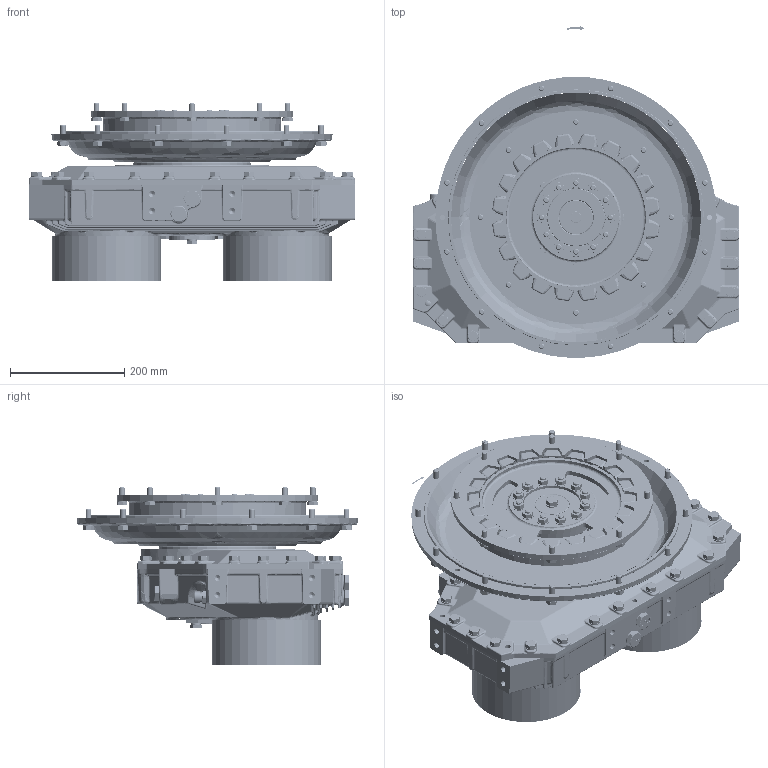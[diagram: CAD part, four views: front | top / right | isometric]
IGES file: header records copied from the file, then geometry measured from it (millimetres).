
Start section: SolidWorks IGES file using analytic representation for surfaces
Global section: file name: 1029015E.IGS; native system: SolidWorks 2007; preprocessor: SolidWorks 2007; author: piccagliad; date: 160226.102621; units: millimetre
Bounding box: 570 x 580.17 x 310.6 mm (x, y, z)
Surface area: 3006349.4 mm2 (no closed solid volume)
Topology: 0 solids, 0 shells, 9485 faces, 133679 edges, 133323 vertices
Faces by surface type: bspline 5416, revolution 4069
